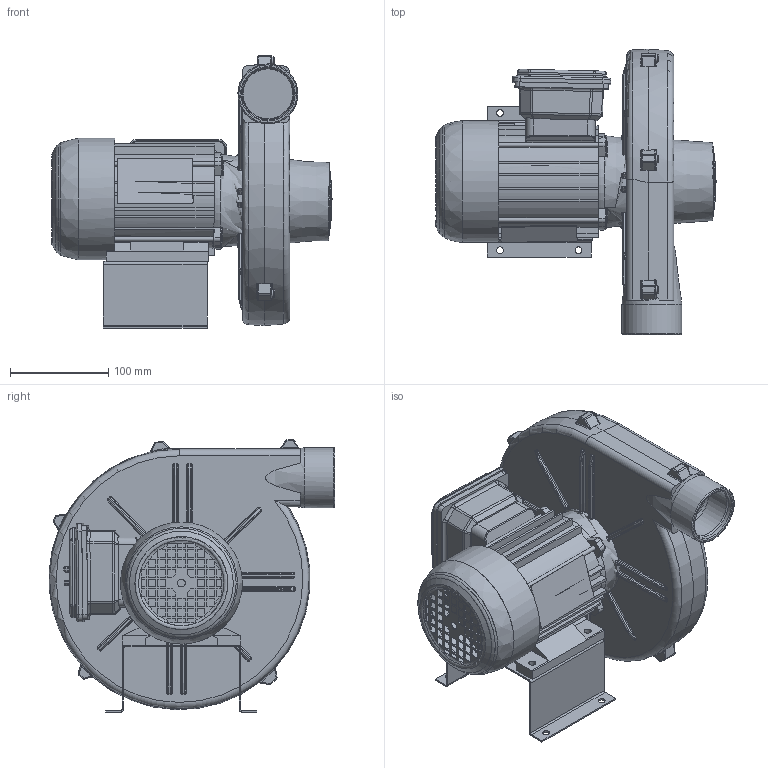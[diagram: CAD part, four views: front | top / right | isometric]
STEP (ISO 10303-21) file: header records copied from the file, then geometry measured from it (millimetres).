
FILE_DESCRIPTION( ( 'Unknown' ), '1' );
FILE_NAME( 'SILENCE.stp', 'Unknown', ( 'Unknown' ), ( 'Unknown' ), 'XStep 1.0', 'Unknown', ' ' );
FILE_SCHEMA( ( 'CONFIG_CONTROL_DESIGN' ) );
Length unit declared in the file: millimetre
Products named in the file (2): 1; 2
Bounding box: 285.5 x 291.1 x 277.44 mm (x, y, z)
Volume: 4428861.3 mm3; surface area: 497229.1 mm2
Topology: 2 solids, 4 shells, 1665 faces, 4845 edges, 3017 vertices
Faces by surface type: plane 978, cylinder 367, bspline 118, torus 98, sphere 71, cone 29, revolution 4
Full cylindrical faces by diameter (mm): 4.5 x4, 7 x8, 7.8 x4, 8 x1, 51.744 x1, 53.542 x1, 61.147 x1, 122.072 x1, 124.072 x1
Entity records: 66893 total; most frequent: CARTESIAN_POINT 24139, ORIENTED_EDGE 9296, DIRECTION 8505, EDGE_CURVE 4648, AXIS2_PLACEMENT_3D 3207, VERTEX_POINT 2963, LINE 2087, VECTOR 2087
